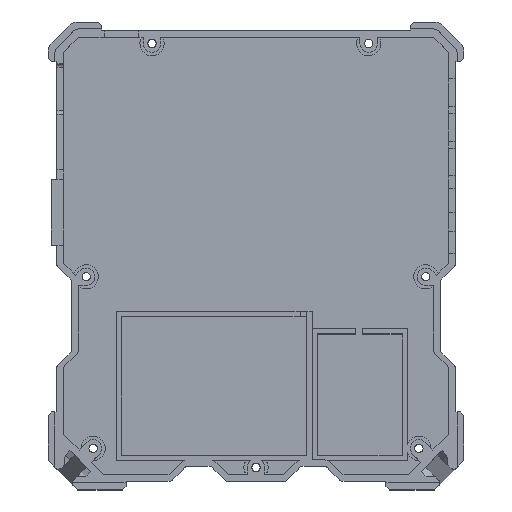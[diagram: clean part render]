
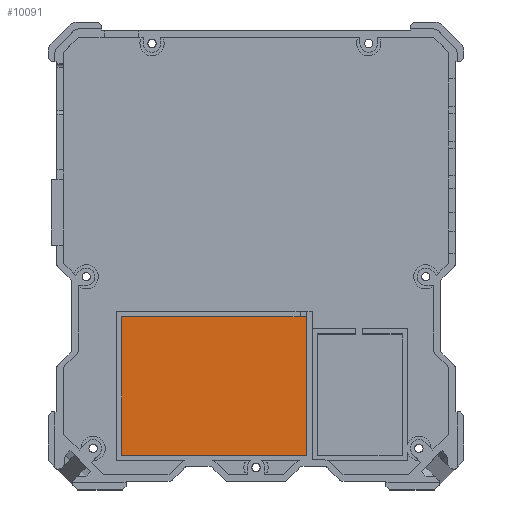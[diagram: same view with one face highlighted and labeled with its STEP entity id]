
A CAD part, top view. The second image highlights one B-rep face of the part: STEP entity #10091.
In plain terms, the highlighted planar face has unit normal (0, 0, 1).
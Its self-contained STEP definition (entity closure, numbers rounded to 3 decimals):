
#8015 = VERTEX_POINT('',#8016);
#8016 = CARTESIAN_POINT('',(14.7,-57.5,1.5));
#8022 = EDGE_CURVE('',#8015,#8023,#8025,.T.);
#8023 = VERTEX_POINT('',#8024);
#8024 = CARTESIAN_POINT('',(14.7,-17.5,1.5));
#8025 = LINE('',#8026,#8027);
#8026 = CARTESIAN_POINT('',(14.7,-9.716,1.5));
#8027 = VECTOR('',#8028,1.);
#8028 = DIRECTION('',(0.,1.,0.));
#8061 = EDGE_CURVE('',#8062,#8015,#8064,.T.);
#8062 = VERTEX_POINT('',#8063);
#8063 = CARTESIAN_POINT('',(0.,-57.5,1.5));
#8064 = LINE('',#8065,#8066);
#8065 = CARTESIAN_POINT('',(7.35,-57.5,1.5));
#8066 = VECTOR('',#8067,1.);
#8067 = DIRECTION('',(1.,0.,0.));
#8072 = VERTEX_POINT('',#8073);
#8073 = CARTESIAN_POINT('',(-38.8,-57.5,1.5));
#8079 = EDGE_CURVE('',#8072,#8062,#8080,.T.);
#8080 = LINE('',#8081,#8082);
#8081 = CARTESIAN_POINT('',(7.35,-57.5,1.5));
#8082 = VECTOR('',#8083,1.);
#8083 = DIRECTION('',(1.,0.,0.));
#8093 = EDGE_CURVE('',#8094,#8072,#8096,.T.);
#8094 = VERTEX_POINT('',#8095);
#8095 = CARTESIAN_POINT('',(-38.8,-17.5,1.5));
#8096 = LINE('',#8097,#8098);
#8097 = CARTESIAN_POINT('',(-38.8,-30.466,1.5));
#8098 = VECTOR('',#8099,1.);
#8099 = DIRECTION('',(0.,-1.,0.));
#10091 = ADVANCED_FACE('',(#10092),#10104,.T.);
#10092 = FACE_BOUND('',#10093,.T.);
#10093 = EDGE_LOOP('',(#10094,#10095,#10096,#10097,#10098));
#10094 = ORIENTED_EDGE('',*,*,#8093,.T.);
#10095 = ORIENTED_EDGE('',*,*,#8079,.T.);
#10096 = ORIENTED_EDGE('',*,*,#8061,.T.);
#10097 = ORIENTED_EDGE('',*,*,#8022,.T.);
#10098 = ORIENTED_EDGE('',*,*,#10099,.T.);
#10099 = EDGE_CURVE('',#8023,#8094,#10100,.T.);
#10100 = LINE('',#10101,#10102);
#10101 = CARTESIAN_POINT('',(6.35,-17.5,1.5));
#10102 = VECTOR('',#10103,1.);
#10103 = DIRECTION('',(-1.,0.,0.));
#10104 = PLANE('',#10105);
#10105 = AXIS2_PLACEMENT_3D('',#10106,#10107,#10108);
#10106 = CARTESIAN_POINT('',(0.,-3.433,1.5));
#10107 = DIRECTION('',(0.,0.,1.));
#10108 = DIRECTION('',(1.,0.,0.));
